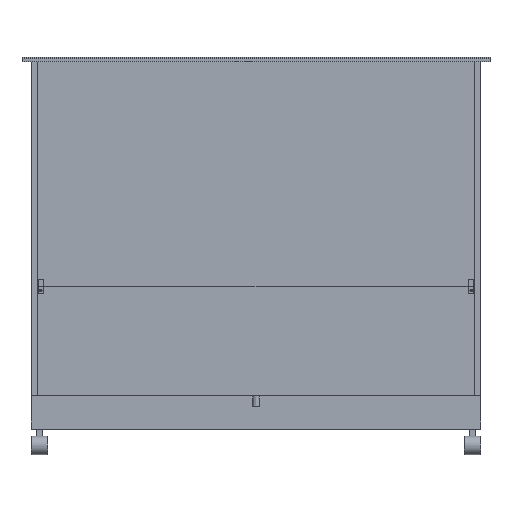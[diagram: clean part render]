
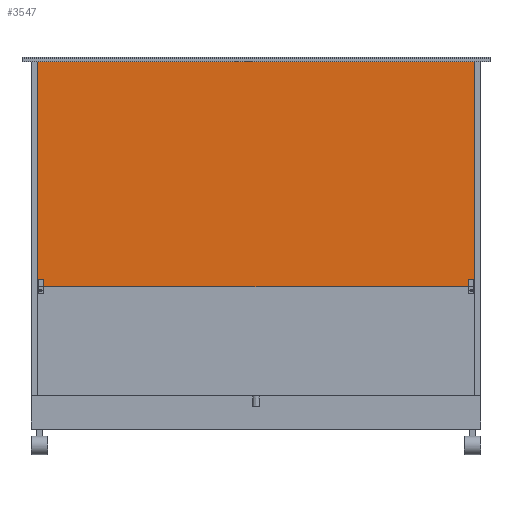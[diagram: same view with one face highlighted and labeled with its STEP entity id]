
A CAD part, front view. The second image highlights one B-rep face of the part: STEP entity #3547.
In plain terms, the highlighted free-form (B-spline) face has degree [1, 1] with [2, 2] control points.
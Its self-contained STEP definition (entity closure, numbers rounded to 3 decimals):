
#3449 = VERTEX_POINT('',#3450);
#3450 = CARTESIAN_POINT('',(-825.671,0.,1265.582));
#3455 = EDGE_CURVE('',#3449,#3456,#3458,.T.);
#3456 = VERTEX_POINT('',#3457);
#3457 = CARTESIAN_POINT('',(825.671,0.,1265.582));
#3458 = B_SPLINE_CURVE_WITH_KNOTS('',1,(#3459,#3460),.UNSPECIFIED.,.F.,
  .F.,(2,2),(-591.6,591.6),.PIECEWISE_BEZIER_KNOTS.);
#3459 = CARTESIAN_POINT('',(-825.671,0.,1265.582));
#3460 = CARTESIAN_POINT('',(825.671,0.,1265.582));
#3483 = VERTEX_POINT('',#3484);
#3484 = CARTESIAN_POINT('',(-825.671,0.,414.231));
#3489 = EDGE_CURVE('',#3449,#3483,#3490,.T.);
#3490 = B_SPLINE_CURVE_WITH_KNOTS('',1,(#3491,#3492),.UNSPECIFIED.,.F.,
  .F.,(2,2),(-305.,305.),.PIECEWISE_BEZIER_KNOTS.);
#3491 = CARTESIAN_POINT('',(-825.671,0.,1265.582));
#3492 = CARTESIAN_POINT('',(-825.671,0.,414.231));
#3511 = VERTEX_POINT('',#3512);
#3512 = CARTESIAN_POINT('',(825.671,0.,414.231));
#3517 = EDGE_CURVE('',#3511,#3483,#3518,.T.);
#3518 = B_SPLINE_CURVE_WITH_KNOTS('',1,(#3519,#3520),.UNSPECIFIED.,.F.,
  .F.,(2,2),(-591.6,591.6),.PIECEWISE_BEZIER_KNOTS.);
#3519 = CARTESIAN_POINT('',(825.671,0.,414.231));
#3520 = CARTESIAN_POINT('',(-825.671,0.,414.231));
#3537 = EDGE_CURVE('',#3456,#3511,#3538,.T.);
#3538 = B_SPLINE_CURVE_WITH_KNOTS('',1,(#3539,#3540),.UNSPECIFIED.,.F.,
  .F.,(2,2),(-305.,305.),.PIECEWISE_BEZIER_KNOTS.);
#3539 = CARTESIAN_POINT('',(825.671,0.,1265.582));
#3540 = CARTESIAN_POINT('',(825.671,0.,414.231));
#3547 = ADVANCED_FACE('',(#3548),#3554,.T.);
#3548 = FACE_BOUND('',#3549,.T.);
#3549 = EDGE_LOOP('',(#3550,#3551,#3552,#3553));
#3550 = ORIENTED_EDGE('',*,*,#3455,.F.);
#3551 = ORIENTED_EDGE('',*,*,#3489,.T.);
#3552 = ORIENTED_EDGE('',*,*,#3517,.F.);
#3553 = ORIENTED_EDGE('',*,*,#3537,.F.);
#3554 = B_SPLINE_SURFACE_WITH_KNOTS('',1,1,(
    (#3555,#3556)
    ,(#3557,#3558
    )),.UNSPECIFIED.,.F.,.F.,.F.,(2,2),(2,2),(-655.821,
    527.379),(-343.499,266.501),
  .PIECEWISE_BEZIER_KNOTS.);
#3555 = CARTESIAN_POINT('',(-825.671,0.,414.231));
#3556 = CARTESIAN_POINT('',(-825.671,0.,1265.582));
#3557 = CARTESIAN_POINT('',(825.671,0.,414.231));
#3558 = CARTESIAN_POINT('',(825.671,0.,1265.582));
